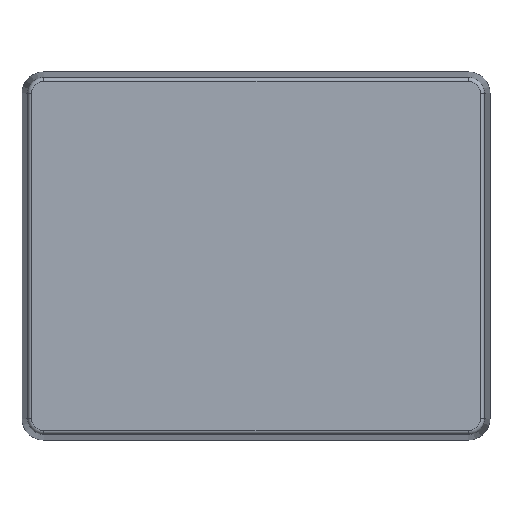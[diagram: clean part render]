
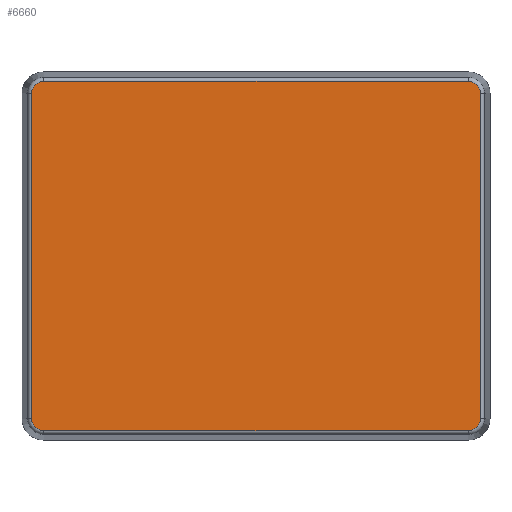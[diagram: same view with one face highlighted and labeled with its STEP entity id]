
A CAD part, front view. The second image highlights one B-rep face of the part: STEP entity #6660.
In plain terms, the highlighted face is planar.
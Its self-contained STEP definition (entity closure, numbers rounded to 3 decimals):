
#573=PLANE('',#7050);
#1105=LINE('',#11585,#1694);
#1107=LINE('',#11605,#1696);
#1110=LINE('',#11612,#1699);
#1112=LINE('',#11627,#1701);
#1694=VECTOR('',#8200,83.);
#1696=VECTOR('',#8224,108.5);
#1699=VECTOR('',#8231,108.5);
#1701=VECTOR('',#8251,83.);
#2177=FACE_OUTER_BOUND('',#2597,.T.);
#2597=EDGE_LOOP('',(#5835,#5836,#5837,#5838,#5839,#5840,#5841,#5842));
#2783=CIRCLE('',#7025,3.069);
#2787=CIRCLE('',#7030,3.069);
#2791=CIRCLE('',#7037,3.069);
#2795=CIRCLE('',#7042,3.069);
#3311=VERTEX_POINT('',#11582);
#3312=VERTEX_POINT('',#11584);
#3315=VERTEX_POINT('',#11591);
#3316=VERTEX_POINT('',#11596);
#3319=VERTEX_POINT('',#11603);
#3320=VERTEX_POINT('',#11608);
#3323=VERTEX_POINT('',#11615);
#3324=VERTEX_POINT('',#11620);
#4174=EDGE_CURVE('',#3311,#3312,#1105,.T.);
#4178=EDGE_CURVE('',#3315,#3311,#2783,.T.);
#4182=EDGE_CURVE('',#3312,#3316,#2787,.T.);
#4184=EDGE_CURVE('',#3319,#3315,#1107,.T.);
#4188=EDGE_CURVE('',#3316,#3320,#1110,.T.);
#4190=EDGE_CURVE('',#3323,#3319,#2791,.T.);
#4194=EDGE_CURVE('',#3320,#3324,#2795,.T.);
#4196=EDGE_CURVE('',#3324,#3323,#1112,.T.);
#5835=ORIENTED_EDGE('',*,*,#4174,.F.);
#5836=ORIENTED_EDGE('',*,*,#4178,.F.);
#5837=ORIENTED_EDGE('',*,*,#4184,.F.);
#5838=ORIENTED_EDGE('',*,*,#4190,.F.);
#5839=ORIENTED_EDGE('',*,*,#4196,.F.);
#5840=ORIENTED_EDGE('',*,*,#4194,.F.);
#5841=ORIENTED_EDGE('',*,*,#4188,.F.);
#5842=ORIENTED_EDGE('',*,*,#4182,.F.);
#6660=ADVANCED_FACE('',(#2177),#573,.F.);
#7025=AXIS2_PLACEMENT_3D('',#11593,#8208,#8209);
#7030=AXIS2_PLACEMENT_3D('',#11600,#8218,#8219);
#7037=AXIS2_PLACEMENT_3D('',#11617,#8236,#8237);
#7042=AXIS2_PLACEMENT_3D('',#11624,#8246,#8247);
#7050=AXIS2_PLACEMENT_3D('',#11646,#8271,#8272);
#8200=DIRECTION('',(0.,1.,0.));
#8208=DIRECTION('center_axis',(0.,0.,1.));
#8209=DIRECTION('ref_axis',(0.707,-0.707,0.));
#8218=DIRECTION('center_axis',(0.,0.,1.));
#8219=DIRECTION('ref_axis',(0.707,0.707,0.));
#8224=DIRECTION('',(1.,0.,0.));
#8231=DIRECTION('',(-1.,0.,0.));
#8236=DIRECTION('center_axis',(0.,0.,1.));
#8237=DIRECTION('ref_axis',(-0.707,-0.707,0.));
#8246=DIRECTION('center_axis',(0.,0.,1.));
#8247=DIRECTION('ref_axis',(-0.707,0.707,0.));
#8251=DIRECTION('',(0.,-1.,0.));
#8271=DIRECTION('center_axis',(0.,0.,1.));
#8272=DIRECTION('ref_axis',(1.,0.,0.));
#11582=CARTESIAN_POINT('',(57.319,-41.5,-33.75));
#11584=CARTESIAN_POINT('',(57.319,41.5,-33.75));
#11585=CARTESIAN_POINT('',(57.319,-20.75,-33.75));
#11591=CARTESIAN_POINT('',(54.25,-44.569,-33.75));
#11593=CARTESIAN_POINT('Origin',(54.25,-41.5,-33.75));
#11596=CARTESIAN_POINT('',(54.25,44.569,-33.75));
#11600=CARTESIAN_POINT('Origin',(54.25,41.5,-33.75));
#11603=CARTESIAN_POINT('',(-54.25,-44.569,-33.75));
#11605=CARTESIAN_POINT('',(-27.125,-44.569,-33.75));
#11608=CARTESIAN_POINT('',(-54.25,44.569,-33.75));
#11612=CARTESIAN_POINT('',(27.125,44.569,-33.75));
#11615=CARTESIAN_POINT('',(-57.319,-41.5,-33.75));
#11617=CARTESIAN_POINT('Origin',(-54.25,-41.5,-33.75));
#11620=CARTESIAN_POINT('',(-57.319,41.5,-33.75));
#11624=CARTESIAN_POINT('Origin',(-54.25,41.5,-33.75));
#11627=CARTESIAN_POINT('',(-57.319,20.75,-33.75));
#11646=CARTESIAN_POINT('Origin',(0.,0.,-33.75));
